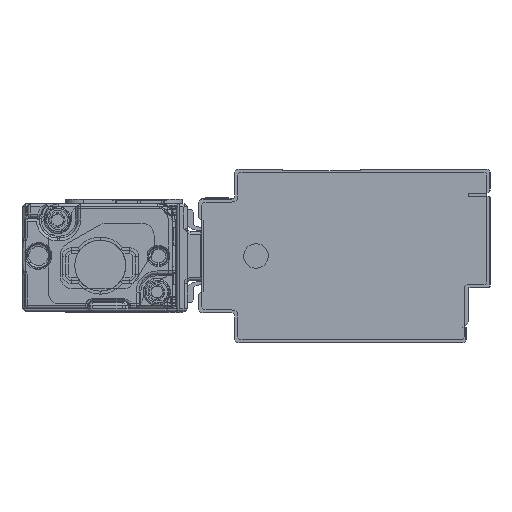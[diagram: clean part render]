
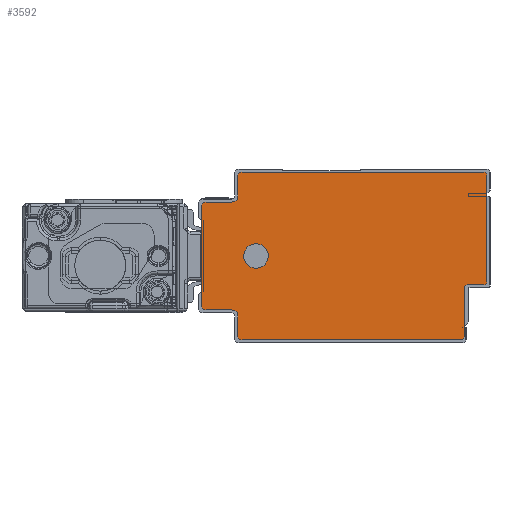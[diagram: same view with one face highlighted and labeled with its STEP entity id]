
A CAD part, left-side view. The second image highlights one B-rep face of the part: STEP entity #3592.
In plain terms, the highlighted planar face has unit normal (-1, 0, 0).
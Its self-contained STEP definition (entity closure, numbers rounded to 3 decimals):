
#1613=AXIS2_PLACEMENT_3D('Circle Axis2P3D',#1611,#1612,$) ;
#1651=AXIS2_PLACEMENT_3D('Circle Axis2P3D',#1649,#1650,$) ;
#1689=AXIS2_PLACEMENT_3D('Circle Axis2P3D',#1687,#1688,$) ;
#1727=AXIS2_PLACEMENT_3D('Circle Axis2P3D',#1725,#1726,$) ;
#3462=AXIS2_PLACEMENT_3D('Circle Axis2P3D',#3460,#3461,$) ;
#3482=AXIS2_PLACEMENT_3D('Plane Axis2P3D',#3479,#3480,#3481) ;
#3486=AXIS2_PLACEMENT_3D('Circle Axis2P3D',#3484,#3485,$) ;
#3500=AXIS2_PLACEMENT_3D('Circle Axis2P3D',#3498,#3499,$) ;
#3514=AXIS2_PLACEMENT_3D('Circle Axis2P3D',#3512,#3513,$) ;
#3528=AXIS2_PLACEMENT_3D('Circle Axis2P3D',#3526,#3527,$) ;
#3542=AXIS2_PLACEMENT_3D('Circle Axis2P3D',#3540,#3541,$) ;
#3576=AXIS2_PLACEMENT_3D('Circle Axis2P3D',#3574,#3575,$) ;
#3585=AXIS2_PLACEMENT_3D('Circle Axis2P3D',#3583,#3584,$) ;
#1569=CARTESIAN_POINT('Line Origine',(-1875.5,-3.5,19.1)) ;
#1573=CARTESIAN_POINT('Vertex',(-1875.5,-3.5,28.)) ;
#1575=CARTESIAN_POINT('Vertex',(-1875.5,-3.5,10.2)) ;
#1611=CARTESIAN_POINT('Axis2P3D Location',(-1875.5,-3.,28.)) ;
#1615=CARTESIAN_POINT('Vertex',(-1875.5,-3.,28.5)) ;
#1630=CARTESIAN_POINT('Line Origine',(-1875.5,17.25,28.5)) ;
#1634=CARTESIAN_POINT('Vertex',(-1875.5,37.5,28.5)) ;
#1649=CARTESIAN_POINT('Axis2P3D Location',(-1875.5,37.5,28.)) ;
#1653=CARTESIAN_POINT('Vertex',(-1875.5,38.,28.)) ;
#1668=CARTESIAN_POINT('Line Origine',(-1875.5,38.,26.25)) ;
#1672=CARTESIAN_POINT('Vertex',(-1875.5,38.,24.5)) ;
#1687=CARTESIAN_POINT('Axis2P3D Location',(-1875.5,39.,24.5)) ;
#1691=CARTESIAN_POINT('Vertex',(-1875.5,39.,23.5)) ;
#1706=CARTESIAN_POINT('Line Origine',(-1875.5,41.25,23.5)) ;
#1710=CARTESIAN_POINT('Vertex',(-1875.5,43.5,23.5)) ;
#1725=CARTESIAN_POINT('Axis2P3D Location',(-1875.5,43.5,23.)) ;
#1729=CARTESIAN_POINT('Vertex',(-1875.5,44.,23.)) ;
#1744=CARTESIAN_POINT('Line Origine',(-1875.5,44.,14.5)) ;
#1748=CARTESIAN_POINT('Vertex',(-1875.5,44.,6.)) ;
#3460=CARTESIAN_POINT('Axis2P3D Location',(-1875.5,-3.,10.2)) ;
#3464=CARTESIAN_POINT('Vertex',(-1875.5,-3.,9.7)) ;
#3479=CARTESIAN_POINT('Axis2P3D Location',(-1875.5,0.,0.)) ;
#3484=CARTESIAN_POINT('Axis2P3D Location',(-1875.5,43.5,6.)) ;
#3488=CARTESIAN_POINT('Vertex',(-1875.5,43.5,5.5)) ;
#3491=CARTESIAN_POINT('Line Origine',(-1875.5,41.25,5.5)) ;
#3495=CARTESIAN_POINT('Vertex',(-1875.5,39.,5.5)) ;
#3498=CARTESIAN_POINT('Axis2P3D Location',(-1875.5,39.,4.5)) ;
#3502=CARTESIAN_POINT('Vertex',(-1875.5,38.,4.5)) ;
#3505=CARTESIAN_POINT('Line Origine',(-1875.5,38.,2.75)) ;
#3509=CARTESIAN_POINT('Vertex',(-1875.5,38.,1.)) ;
#3512=CARTESIAN_POINT('Axis2P3D Location',(-1875.5,37.5,1.)) ;
#3516=CARTESIAN_POINT('Vertex',(-1875.5,37.5,0.5)) ;
#3519=CARTESIAN_POINT('Line Origine',(-1875.5,19.15,0.5)) ;
#3523=CARTESIAN_POINT('Vertex',(-1875.5,0.8,0.5)) ;
#3526=CARTESIAN_POINT('Axis2P3D Location',(-1875.5,0.8,1.)) ;
#3530=CARTESIAN_POINT('Vertex',(-1875.5,0.3,1.)) ;
#3533=CARTESIAN_POINT('Line Origine',(-1875.5,0.3,5.1)) ;
#3537=CARTESIAN_POINT('Vertex',(-1875.5,0.3,9.2)) ;
#3540=CARTESIAN_POINT('Axis2P3D Location',(-1875.5,-0.2,9.2)) ;
#3544=CARTESIAN_POINT('Vertex',(-1875.5,-0.2,9.7)) ;
#3547=CARTESIAN_POINT('Line Origine',(-1875.5,-1.6,9.7)) ;
#3574=CARTESIAN_POINT('Axis2P3D Location',(-1875.5,35.,14.5)) ;
#3578=CARTESIAN_POINT('Vertex',(-1875.5,33.186,13.509)) ;
#3580=CARTESIAN_POINT('Vertex',(-1875.5,36.814,15.491)) ;
#3583=CARTESIAN_POINT('Axis2P3D Location',(-1875.5,35.,14.5)) ;
#1570=DIRECTION('Vector Direction',(0.,0.,-1.)) ;
#1612=DIRECTION('Axis2P3D Direction',(1.,0.,0.)) ;
#1631=DIRECTION('Vector Direction',(0.,1.,0.)) ;
#1650=DIRECTION('Axis2P3D Direction',(1.,0.,0.)) ;
#1669=DIRECTION('Vector Direction',(0.,0.,1.)) ;
#1688=DIRECTION('Axis2P3D Direction',(1.,0.,0.)) ;
#1707=DIRECTION('Vector Direction',(0.,1.,0.)) ;
#1726=DIRECTION('Axis2P3D Direction',(1.,0.,0.)) ;
#1745=DIRECTION('Vector Direction',(0.,0.,1.)) ;
#3461=DIRECTION('Axis2P3D Direction',(1.,0.,0.)) ;
#3480=DIRECTION('Axis2P3D Direction',(1.,0.,0.)) ;
#3481=DIRECTION('Axis2P3D XDirection',(0.,1.,0.)) ;
#3485=DIRECTION('Axis2P3D Direction',(1.,0.,0.)) ;
#3492=DIRECTION('Vector Direction',(0.,-1.,0.)) ;
#3499=DIRECTION('Axis2P3D Direction',(1.,0.,0.)) ;
#3506=DIRECTION('Vector Direction',(0.,0.,1.)) ;
#3513=DIRECTION('Axis2P3D Direction',(1.,0.,0.)) ;
#3520=DIRECTION('Vector Direction',(0.,-1.,0.)) ;
#3527=DIRECTION('Axis2P3D Direction',(1.,0.,0.)) ;
#3534=DIRECTION('Vector Direction',(0.,0.,-1.)) ;
#3541=DIRECTION('Axis2P3D Direction',(1.,0.,0.)) ;
#3548=DIRECTION('Vector Direction',(0.,1.,0.)) ;
#3575=DIRECTION('Axis2P3D Direction',(1.,0.,0.)) ;
#3584=DIRECTION('Axis2P3D Direction',(1.,0.,0.)) ;
#1571=VECTOR('Line Direction',#1570,1.) ;
#1632=VECTOR('Line Direction',#1631,1.) ;
#1670=VECTOR('Line Direction',#1669,1.) ;
#1708=VECTOR('Line Direction',#1707,1.) ;
#1746=VECTOR('Line Direction',#1745,1.) ;
#3493=VECTOR('Line Direction',#3492,1.) ;
#3507=VECTOR('Line Direction',#3506,1.) ;
#3521=VECTOR('Line Direction',#3520,1.) ;
#3535=VECTOR('Line Direction',#3534,1.) ;
#3549=VECTOR('Line Direction',#3548,1.) ;
#3553=ORIENTED_EDGE('',*,*,#1636,.F.) ;
#3554=ORIENTED_EDGE('',*,*,#1655,.F.) ;
#3555=ORIENTED_EDGE('',*,*,#1674,.F.) ;
#3556=ORIENTED_EDGE('',*,*,#1693,.F.) ;
#3557=ORIENTED_EDGE('',*,*,#1712,.F.) ;
#3558=ORIENTED_EDGE('',*,*,#1731,.F.) ;
#3559=ORIENTED_EDGE('',*,*,#1750,.F.) ;
#3560=ORIENTED_EDGE('',*,*,#3490,.F.) ;
#3561=ORIENTED_EDGE('',*,*,#3497,.F.) ;
#3562=ORIENTED_EDGE('',*,*,#3504,.F.) ;
#3563=ORIENTED_EDGE('',*,*,#3511,.F.) ;
#3564=ORIENTED_EDGE('',*,*,#3518,.F.) ;
#3565=ORIENTED_EDGE('',*,*,#3525,.F.) ;
#3566=ORIENTED_EDGE('',*,*,#3532,.F.) ;
#3567=ORIENTED_EDGE('',*,*,#3539,.F.) ;
#3568=ORIENTED_EDGE('',*,*,#3546,.F.) ;
#3569=ORIENTED_EDGE('',*,*,#3551,.F.) ;
#3570=ORIENTED_EDGE('',*,*,#3466,.F.) ;
#3571=ORIENTED_EDGE('',*,*,#1577,.F.) ;
#3572=ORIENTED_EDGE('',*,*,#1617,.F.) ;
#3589=ORIENTED_EDGE('',*,*,#3582,.T.) ;
#3590=ORIENTED_EDGE('',*,*,#3587,.T.) ;
#3591=FACE_BOUND('',#3588,.T.) ;
#3592=ADVANCED_FACE('\X2\FF8EFF9EFF83FF9EFF68FF70\X0\.2',(#3573,#3591),#3483,.F.) ;
#1614=CIRCLE('generated circle',#1613,0.5) ;
#1652=CIRCLE('generated circle',#1651,0.5) ;
#1690=CIRCLE('generated circle',#1689,1.) ;
#1728=CIRCLE('generated circle',#1727,0.5) ;
#3463=CIRCLE('generated circle',#3462,0.5) ;
#3487=CIRCLE('generated circle',#3486,0.5) ;
#3501=CIRCLE('generated circle',#3500,1.) ;
#3515=CIRCLE('generated circle',#3514,0.5) ;
#3529=CIRCLE('generated circle',#3528,0.5) ;
#3543=CIRCLE('generated circle',#3542,0.5) ;
#3577=CIRCLE('generated circle',#3576,2.067) ;
#3586=CIRCLE('generated circle',#3585,2.067) ;
#1577=EDGE_CURVE('',#1574,#1576,#1572,.T.) ;
#1617=EDGE_CURVE('',#1616,#1574,#1614,.T.) ;
#1636=EDGE_CURVE('',#1635,#1616,#1633,.F.) ;
#1655=EDGE_CURVE('',#1654,#1635,#1652,.T.) ;
#1674=EDGE_CURVE('',#1673,#1654,#1671,.T.) ;
#1693=EDGE_CURVE('',#1692,#1673,#1690,.F.) ;
#1712=EDGE_CURVE('',#1711,#1692,#1709,.F.) ;
#1731=EDGE_CURVE('',#1730,#1711,#1728,.T.) ;
#1750=EDGE_CURVE('',#1749,#1730,#1747,.T.) ;
#3466=EDGE_CURVE('',#1576,#3465,#3463,.T.) ;
#3490=EDGE_CURVE('',#3489,#1749,#3487,.T.) ;
#3497=EDGE_CURVE('',#3496,#3489,#3494,.F.) ;
#3504=EDGE_CURVE('',#3503,#3496,#3501,.F.) ;
#3511=EDGE_CURVE('',#3510,#3503,#3508,.T.) ;
#3518=EDGE_CURVE('',#3517,#3510,#3515,.T.) ;
#3525=EDGE_CURVE('',#3524,#3517,#3522,.F.) ;
#3532=EDGE_CURVE('',#3531,#3524,#3529,.T.) ;
#3539=EDGE_CURVE('',#3538,#3531,#3536,.T.) ;
#3546=EDGE_CURVE('',#3545,#3538,#3543,.F.) ;
#3551=EDGE_CURVE('',#3465,#3545,#3550,.T.) ;
#3582=EDGE_CURVE('',#3579,#3581,#3577,.T.) ;
#3587=EDGE_CURVE('',#3581,#3579,#3586,.T.) ;
#3552=EDGE_LOOP('',(#3553,#3554,#3555,#3556,#3557,#3558,#3559,#3560,#3561,#3562,#3563,#3564,#3565,#3566,#3567,#3568,#3569,#3570,#3571,#3572)) ;
#3588=EDGE_LOOP('',(#3589,#3590)) ;
#3573=FACE_OUTER_BOUND('',#3552,.T.) ;
#1572=LINE('Line',#1569,#1571) ;
#1633=LINE('Line',#1630,#1632) ;
#1671=LINE('Line',#1668,#1670) ;
#1709=LINE('Line',#1706,#1708) ;
#1747=LINE('Line',#1744,#1746) ;
#3494=LINE('Line',#3491,#3493) ;
#3508=LINE('Line',#3505,#3507) ;
#3522=LINE('Line',#3519,#3521) ;
#3536=LINE('Line',#3533,#3535) ;
#3550=LINE('Line',#3547,#3549) ;
#3483=PLANE('Plane',#3482) ;
#1574=VERTEX_POINT('',#1573) ;
#1576=VERTEX_POINT('',#1575) ;
#1616=VERTEX_POINT('',#1615) ;
#1635=VERTEX_POINT('',#1634) ;
#1654=VERTEX_POINT('',#1653) ;
#1673=VERTEX_POINT('',#1672) ;
#1692=VERTEX_POINT('',#1691) ;
#1711=VERTEX_POINT('',#1710) ;
#1730=VERTEX_POINT('',#1729) ;
#1749=VERTEX_POINT('',#1748) ;
#3465=VERTEX_POINT('',#3464) ;
#3489=VERTEX_POINT('',#3488) ;
#3496=VERTEX_POINT('',#3495) ;
#3503=VERTEX_POINT('',#3502) ;
#3510=VERTEX_POINT('',#3509) ;
#3517=VERTEX_POINT('',#3516) ;
#3524=VERTEX_POINT('',#3523) ;
#3531=VERTEX_POINT('',#3530) ;
#3538=VERTEX_POINT('',#3537) ;
#3545=VERTEX_POINT('',#3544) ;
#3579=VERTEX_POINT('',#3578) ;
#3581=VERTEX_POINT('',#3580) ;
